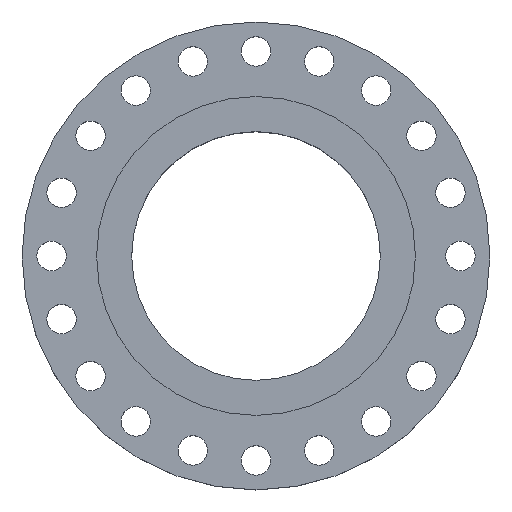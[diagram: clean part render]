
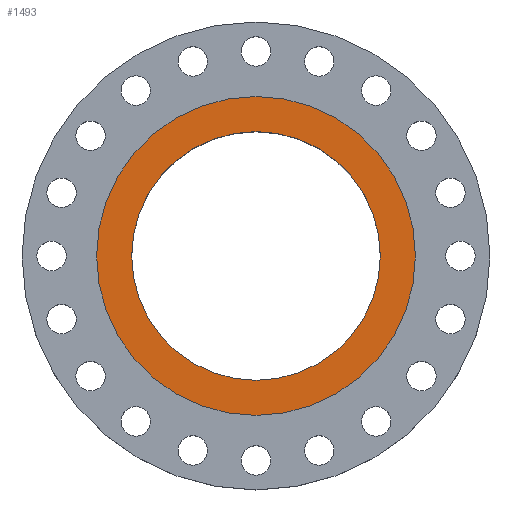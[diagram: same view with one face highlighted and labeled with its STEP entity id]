
A CAD part, top view. The second image highlights one B-rep face of the part: STEP entity #1493.
In plain terms, the highlighted planar face has unit normal (0, 0, 1).
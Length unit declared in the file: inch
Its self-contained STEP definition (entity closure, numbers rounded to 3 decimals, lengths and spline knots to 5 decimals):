
#43 = VERTEX_POINT ( 'NONE', #520 ) ;
#56 = DIRECTION ( 'NONE',  ( 0., 0., -1. ) ) ;
#176 = CARTESIAN_POINT ( 'NONE',  ( 0., 0., 0. ) ) ;
#242 = AXIS2_PLACEMENT_3D ( 'NONE', #751, #581, #779 ) ;
#292 = EDGE_LOOP ( 'NONE', ( #1237, #485 ) ) ;
#311 = DIRECTION ( 'NONE',  ( 0., 0., 1. ) ) ;
#335 = DIRECTION ( 'NONE',  ( 1., 0., 0. ) ) ;
#382 = AXIS2_PLACEMENT_3D ( 'NONE', #1497, #56, #1695 ) ;
#438 = EDGE_CURVE ( 'NONE', #1034, #511, #1728, .T. ) ;
#485 = ORIENTED_EDGE ( 'NONE', *, *, #1602, .F. ) ;
#511 = VERTEX_POINT ( 'NONE', #1342 ) ;
#520 = CARTESIAN_POINT ( 'NONE',  ( -8.96875, 0., 0. ) ) ;
#538 = FACE_OUTER_BOUND ( 'NONE', #1982, .T. ) ;
#581 = DIRECTION ( 'NONE',  ( 0., 0., 1. ) ) ;
#658 = EDGE_CURVE ( 'NONE', #1251, #43, #1657, .T. ) ;
#673 = CARTESIAN_POINT ( 'NONE',  ( 0., 0., 0. ) ) ;
#726 = PLANE ( 'NONE',  #382 ) ;
#751 = CARTESIAN_POINT ( 'NONE',  ( 0., 0., 0. ) ) ;
#779 = DIRECTION ( 'NONE',  ( 1., 0., 0. ) ) ;
#913 = ORIENTED_EDGE ( 'NONE', *, *, #2011, .T. ) ;
#914 = AXIS2_PLACEMENT_3D ( 'NONE', #176, #1467, #335 ) ;
#1034 = VERTEX_POINT ( 'NONE', #1964 ) ;
#1069 = CIRCLE ( 'NONE', #1702, 11.5 ) ;
#1110 = CARTESIAN_POINT ( 'NONE',  ( 0., 0., 0. ) ) ;
#1237 = ORIENTED_EDGE ( 'NONE', *, *, #658, .F. ) ;
#1251 = VERTEX_POINT ( 'NONE', #1921 ) ;
#1281 = ORIENTED_EDGE ( 'NONE', *, *, #438, .T. ) ;
#1342 = CARTESIAN_POINT ( 'NONE',  ( 11.5, 0., 0. ) ) ;
#1467 = DIRECTION ( 'NONE',  ( 0., 0., 1. ) ) ;
#1493 = ADVANCED_FACE ( 'NONE', ( #1848, #538 ), #726, .F. ) ;
#1497 = CARTESIAN_POINT ( 'NONE',  ( 0., 8.96875, 0. ) ) ;
#1556 = AXIS2_PLACEMENT_3D ( 'NONE', #1110, #1727, #1575 ) ;
#1575 = DIRECTION ( 'NONE',  ( 1., 0., 0. ) ) ;
#1602 = EDGE_CURVE ( 'NONE', #43, #1251, #1733, .T. ) ;
#1605 = DIRECTION ( 'NONE',  ( 1., 0., 0. ) ) ;
#1657 = CIRCLE ( 'NONE', #242, 8.96875 ) ;
#1695 = DIRECTION ( 'NONE',  ( -1., 0., 0. ) ) ;
#1702 = AXIS2_PLACEMENT_3D ( 'NONE', #673, #311, #1605 ) ;
#1727 = DIRECTION ( 'NONE',  ( 0., 0., 1. ) ) ;
#1728 = CIRCLE ( 'NONE', #914, 11.5 ) ;
#1733 = CIRCLE ( 'NONE', #1556, 8.96875 ) ;
#1848 = FACE_BOUND ( 'NONE', #292, .T. ) ;
#1921 = CARTESIAN_POINT ( 'NONE',  ( 8.96875, 0., 0. ) ) ;
#1964 = CARTESIAN_POINT ( 'NONE',  ( -11.5, 0., 0. ) ) ;
#1982 = EDGE_LOOP ( 'NONE', ( #913, #1281 ) ) ;
#2011 = EDGE_CURVE ( 'NONE', #511, #1034, #1069, .T. ) ;
